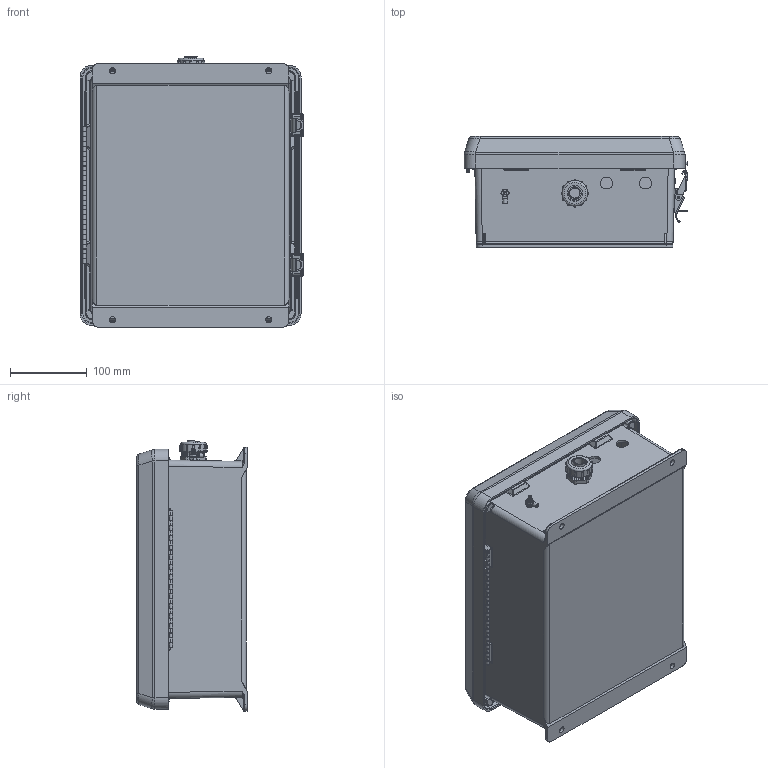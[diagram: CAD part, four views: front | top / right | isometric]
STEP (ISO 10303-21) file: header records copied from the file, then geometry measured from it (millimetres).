
FILE_DESCRIPTION (( 'STEP AP214' ), '1' );
FILE_NAME ('NB121005-02.STEP', '2018-01-24T15:41:20', ( '' ), ( '' ), 'SwSTEP 2.0', 'SolidWorks 2014', '' );
FILE_SCHEMA (( 'AUTOMOTIVE_DESIGN' ));
Length unit declared in the file: inch
Products named in the file (15): NB121005-Box; NB121005-02; GroundWire_NB121005; XCT-0011; XFS-0017; XCT-0005; XFN-0003; XFW-0002; XCT-0010; XFS-0026; XC-0003; NB121005-DoorClasp-2; NB121005-DoorClasp-1; NB121005-Lid; NB121005-Hinge
Assembly tree (18 placements, depth 2):
  NB121005-02
    NB121005-Box
    NB121005-Hinge  x2
    NB121005-Lid
    NB121005-DoorClasp-1  x2
    NB121005-DoorClasp-2  x2
    XC-0003
    XFS-0026
    XCT-0010
    XFW-0002
    XFN-0003  x2
    XCT-0005
    XFS-0017
    XCT-0011
    GroundWire_NB121005
Bounding box: 291.19 x 143.87 x 351.59 mm (x, y, z)
Volume: 1349979.5 mm3; surface area: 782106.2 mm2
Topology: 24 solids, 25 shells, 1961 faces, 4964 edges, 3067 vertices
Faces by surface type: cylinder 734, plane 688, cone 182, bspline 163, torus 162, sphere 32
Full cylindrical faces by diameter (mm): 3.15 x4, 3.175 x20, 3.302 x4, 3.607 x1, 4.064 x4, 5.004 x1, 5.182 x1, 5.3 x2, 5.639 x1, 6.428 x4, 6.5 x4, 6.655 x1, 8 x4, 9.22 x1, 9.525 x1, 10 x4, 11.024 x2, 13.538 x2, 14.315 x1, 16.281 x1, 18.491 x1, 19.406 x2, 20.345 x2, 21.215 x1, 22.606 x1, 25.4 x1, 29.693 x1, 33.274 x1
Entity records: 58700 total; most frequent: CARTESIAN_POINT 16008, DIRECTION 7836, ORIENTED_EDGE 7738, EDGE_CURVE 3869, AXIS2_PLACEMENT_3D 3015, VERTEX_POINT 2503, EDGE_LOOP 2038, VECTOR 1806
